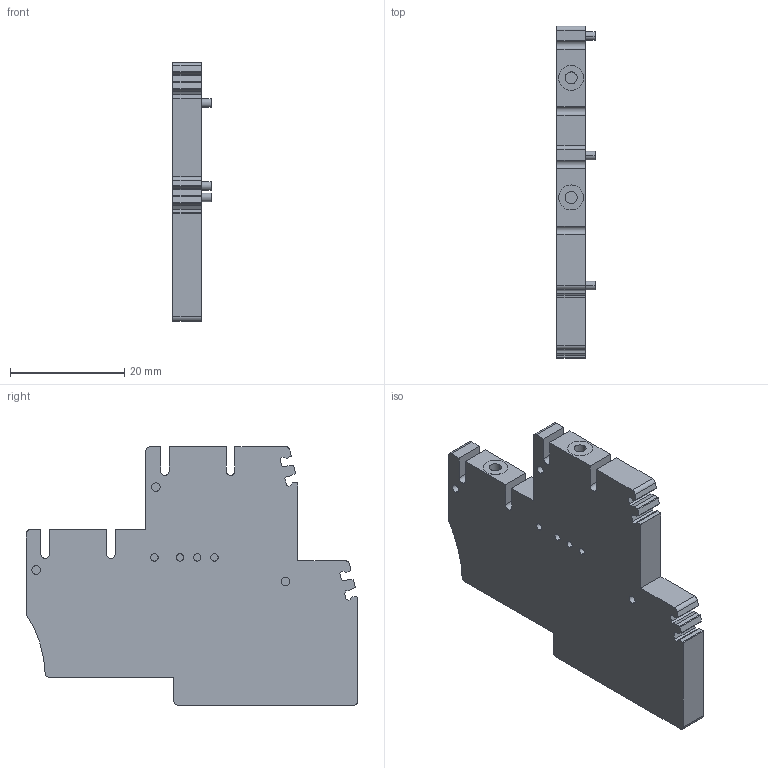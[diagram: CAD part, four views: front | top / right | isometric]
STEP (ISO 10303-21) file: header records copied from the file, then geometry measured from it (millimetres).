
FILE_DESCRIPTION(('CATIA V5R20 STEP214'),'2;1');
FILE_NAME ('6537671_2', '2014-11-13T10:49:56+00:00', ('Weidmueller Interface'), ('Weidmueller'), 'CATIA Version 5 Release 20 SP 5 (IN-10)', 'CATIA V5 STEP AP214', 'none');
FILE_SCHEMA(('AUTOMOTIVE_DESIGN { 1 0 10303 214 1 1 1 1 }'));
Length unit declared in the file: millimetre
Products named in the file (1): 1072760000_WBB_ZA_WDK2-5_BL5-08
Bounding box: 6.7 x 58 x 45.2 mm (x, y, z)
Volume: 9474.9 mm3; surface area: 5246.5 mm2
Topology: 1 solids, 1 shells, 128 faces, 352 edges, 240 vertices
Faces by surface type: plane 79, cylinder 49
Entity records: 3898 total; most frequent: ORIENTED_EDGE 704, CARTESIAN_POINT 695, DIRECTION 556, EDGE_CURVE 352, VECTOR 248, LINE 248, VERTEX_POINT 240, AXIS2_PLACEMENT_3D 207
